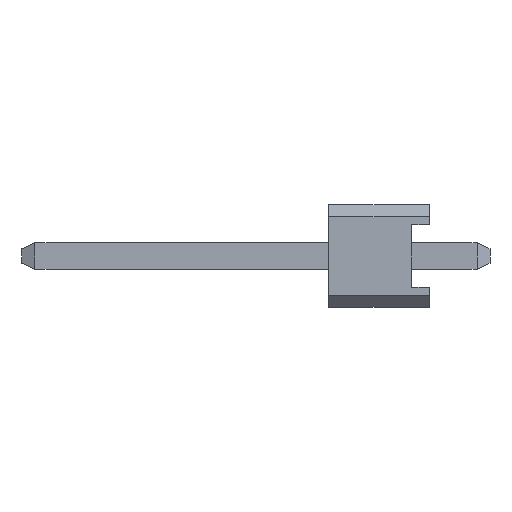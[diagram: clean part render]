
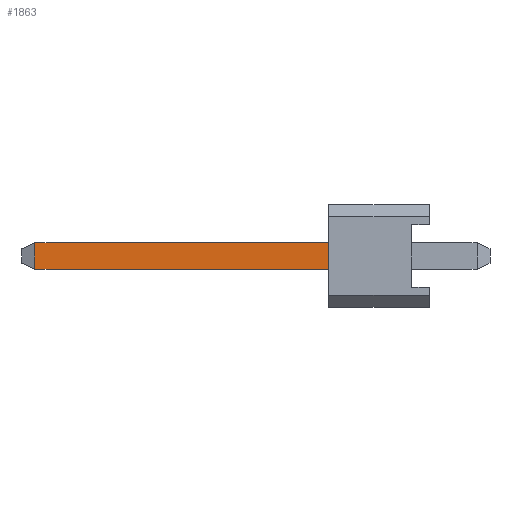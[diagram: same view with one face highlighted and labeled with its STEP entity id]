
A CAD part, left-side view. The second image highlights one B-rep face of the part: STEP entity #1863.
In plain terms, the highlighted planar face has unit normal (-1, 0, 0).
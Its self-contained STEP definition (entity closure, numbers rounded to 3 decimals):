
#444 = EDGE_CURVE ( 'NONE', #445, #446, #3428, .T. ) ;
#445 = VERTEX_POINT ( 'NONE', #3424 ) ;
#446 = VERTEX_POINT ( 'NONE', #3423 ) ;
#1863 = ADVANCED_FACE ( 'NONE', ( #6558 ), #6557, .F. ) ;
#1864 = EDGE_LOOP ( 'NONE', ( #1865, #1868, #1900, #1902 ) ) ;
#1865 = ORIENTED_EDGE ( 'NONE', *, *, #1866, .F. ) ;
#1866 = EDGE_CURVE ( 'NONE', #1867, #446, #6615, .T. ) ;
#1867 = VERTEX_POINT ( 'NONE', #6611 ) ;
#1868 = ORIENTED_EDGE ( 'NONE', *, *, #1869, .T. ) ;
#1869 = EDGE_CURVE ( 'NONE', #1867, #1870, #6610, .T. ) ;
#1870 = VERTEX_POINT ( 'NONE', #6606 ) ;
#1900 = ORIENTED_EDGE ( 'NONE', *, *, #1901, .T. ) ;
#1901 = EDGE_CURVE ( 'NONE', #1870, #445, #6624, .T. ) ;
#1902 = ORIENTED_EDGE ( 'NONE', *, *, #444, .T. ) ;
#3423 = CARTESIAN_POINT ( 'NONE',  ( -0.325, 2.5, 0.325 ) ) ;
#3424 = CARTESIAN_POINT ( 'NONE',  ( -0.325, 2.5, -0.325 ) ) ;
#3425 = DIRECTION ( 'NONE',  ( 0., 0., 1. ) ) ;
#3426 = VECTOR ( 'NONE', #3425, 1000. ) ;
#3427 = CARTESIAN_POINT ( 'NONE',  ( -0.325, 2.5, -1.27 ) ) ;
#3428 = LINE ( 'NONE', #3427, #3426 ) ;
#6554 = DIRECTION ( 'NONE',  ( 1., 0., 0. ) ) ;
#6555 = CARTESIAN_POINT ( 'NONE',  ( -0.325, 10.1, 0.325 ) ) ;
#6556 = AXIS2_PLACEMENT_3D ( 'NONE', #6555, #6554, #6616 ) ;
#6557 = PLANE ( 'NONE',  #6556 ) ;
#6558 = FACE_OUTER_BOUND ( 'NONE', #1864, .T. ) ;
#6606 = CARTESIAN_POINT ( 'NONE',  ( -0.325, 9.778, -0.325 ) ) ;
#6607 = DIRECTION ( 'NONE',  ( 0., 0., -1. ) ) ;
#6608 = VECTOR ( 'NONE', #6607, 1000. ) ;
#6609 = CARTESIAN_POINT ( 'NONE',  ( -0.325, 9.778, 0.325 ) ) ;
#6610 = LINE ( 'NONE', #6609, #6608 ) ;
#6611 = CARTESIAN_POINT ( 'NONE',  ( -0.325, 9.778, 0.325 ) ) ;
#6612 = DIRECTION ( 'NONE',  ( 0., -1., 0. ) ) ;
#6613 = VECTOR ( 'NONE', #6612, 1000. ) ;
#6614 = CARTESIAN_POINT ( 'NONE',  ( -0.325, 10.1, 0.325 ) ) ;
#6615 = LINE ( 'NONE', #6614, #6613 ) ;
#6616 = DIRECTION ( 'NONE',  ( 0., 0., -1. ) ) ;
#6621 = DIRECTION ( 'NONE',  ( 0., -1., 0. ) ) ;
#6622 = VECTOR ( 'NONE', #6621, 1000. ) ;
#6623 = CARTESIAN_POINT ( 'NONE',  ( -0.325, 10.1, -0.325 ) ) ;
#6624 = LINE ( 'NONE', #6623, #6622 ) ;
